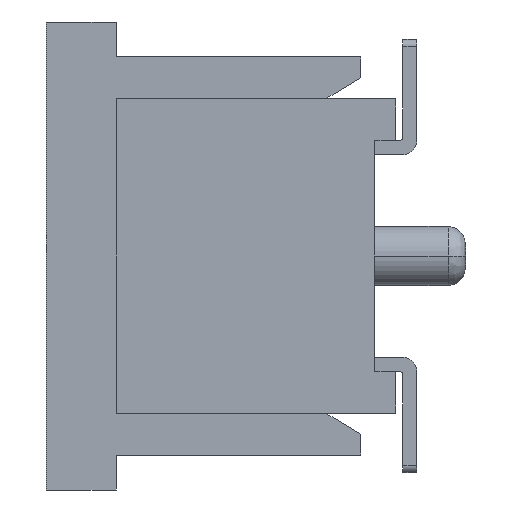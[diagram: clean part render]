
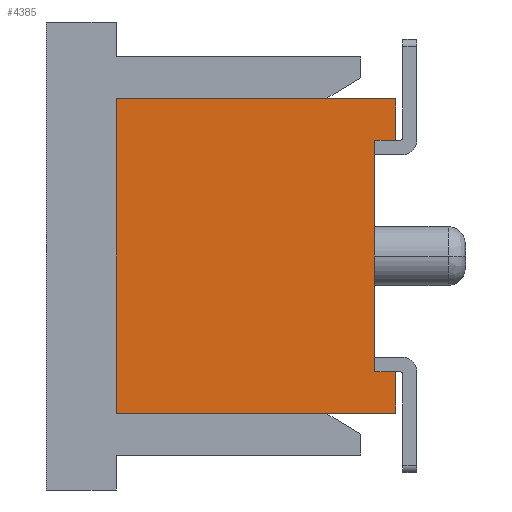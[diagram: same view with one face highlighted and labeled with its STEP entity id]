
A CAD part, left-side view. The second image highlights one B-rep face of the part: STEP entity #4385.
In plain terms, the highlighted planar face has unit normal (-1, 0, 0).
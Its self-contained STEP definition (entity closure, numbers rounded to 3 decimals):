
#13=DIRECTION('',(0.,0.,1.));
#14=VECTOR('',#13,0.6);
#15=CARTESIAN_POINT('',(-10.2,0.,-2.25));
#16=LINE('',#15,#14);
#21=DIRECTION('',(0.,0.,1.));
#22=VECTOR('',#21,0.6);
#23=CARTESIAN_POINT('',(-10.2,0.,1.65));
#24=LINE('',#23,#22);
#533=DIRECTION('',(0.,0.,1.));
#534=VECTOR('',#533,4.5);
#535=CARTESIAN_POINT('',(-10.2,4.,-2.25));
#536=LINE('',#535,#534);
#869=DIRECTION('',(0.,0.,-1.));
#870=VECTOR('',#869,3.3);
#871=CARTESIAN_POINT('',(-10.2,0.3,1.65));
#872=LINE('',#871,#870);
#873=DIRECTION('',(0.,1.,0.));
#874=VECTOR('',#873,0.3);
#875=CARTESIAN_POINT('',(-10.2,0.,-1.65));
#876=LINE('',#875,#874);
#877=DIRECTION('',(0.,1.,0.));
#878=VECTOR('',#877,4.);
#879=CARTESIAN_POINT('',(-10.2,0.,-2.25));
#880=LINE('',#879,#878);
#881=DIRECTION('',(0.,1.,0.));
#882=VECTOR('',#881,0.3);
#883=CARTESIAN_POINT('',(-10.2,0.,1.65));
#884=LINE('',#883,#882);
#905=DIRECTION('',(0.,1.,0.));
#906=VECTOR('',#905,4.);
#907=CARTESIAN_POINT('',(-10.2,0.,2.25));
#908=LINE('',#907,#906);
#2753=CARTESIAN_POINT('',(-10.2,0.,2.25));
#2755=VERTEX_POINT('',#2753);
#2758=CARTESIAN_POINT('',(-10.2,0.,-2.25));
#2760=VERTEX_POINT('',#2758);
#2761=CARTESIAN_POINT('',(-10.2,4.,-2.25));
#2762=CARTESIAN_POINT('',(-10.2,4.,2.25));
#2763=VERTEX_POINT('',#2761);
#2764=VERTEX_POINT('',#2762);
#2769=CARTESIAN_POINT('',(-10.2,0.,-1.65));
#2771=VERTEX_POINT('',#2769);
#2773=CARTESIAN_POINT('',(-10.2,0.,1.65));
#2775=VERTEX_POINT('',#2773);
#2777=CARTESIAN_POINT('',(-10.2,0.3,1.65));
#2778=CARTESIAN_POINT('',(-10.2,0.3,-1.65));
#2779=VERTEX_POINT('',#2777);
#2780=VERTEX_POINT('',#2778);
#4368=CARTESIAN_POINT('',(-10.2,0.,-2.25));
#4369=DIRECTION('',(-1.,0.,0.));
#4370=DIRECTION('',(0.,0.,1.));
#4371=AXIS2_PLACEMENT_3D('',#4368,#4369,#4370);
#4372=PLANE('',#4371);
#4373=ORIENTED_EDGE('',*,*,#3894,.T.);
#4374=ORIENTED_EDGE('',*,*,#3731,.F.);
#4375=ORIENTED_EDGE('',*,*,#3620,.F.);
#4377=ORIENTED_EDGE('',*,*,#4376,.T.);
#4378=ORIENTED_EDGE('',*,*,#4158,.T.);
#4380=ORIENTED_EDGE('',*,*,#4379,.F.);
#4381=ORIENTED_EDGE('',*,*,#3632,.F.);
#4382=ORIENTED_EDGE('',*,*,#3940,.T.);
#4383=EDGE_LOOP('',(#4373,#4374,#4375,#4377,#4378,#4380,#4381,#4382));
#4384=FACE_OUTER_BOUND('',#4383,.F.);
#4385=ADVANCED_FACE('',(#4384),#4372,.T.);
#3620=EDGE_CURVE('',#2760,#2771,#16,.T.);
#3632=EDGE_CURVE('',#2775,#2755,#24,.T.);
#3731=EDGE_CURVE('',#2771,#2780,#876,.T.);
#3894=EDGE_CURVE('',#2779,#2780,#872,.T.);
#3940=EDGE_CURVE('',#2775,#2779,#884,.T.);
#4158=EDGE_CURVE('',#2763,#2764,#536,.T.);
#4376=EDGE_CURVE('',#2760,#2763,#880,.T.);
#4379=EDGE_CURVE('',#2755,#2764,#908,.T.);
